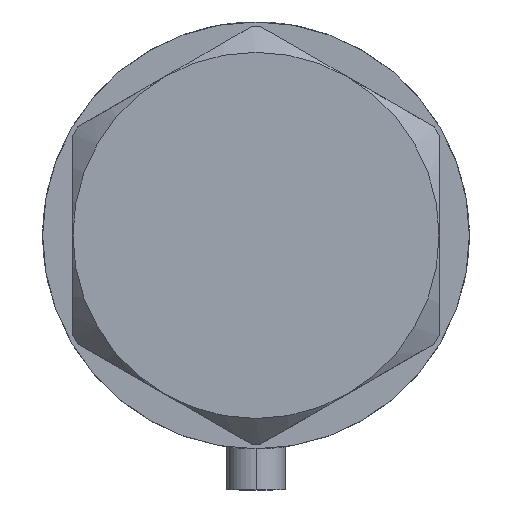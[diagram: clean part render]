
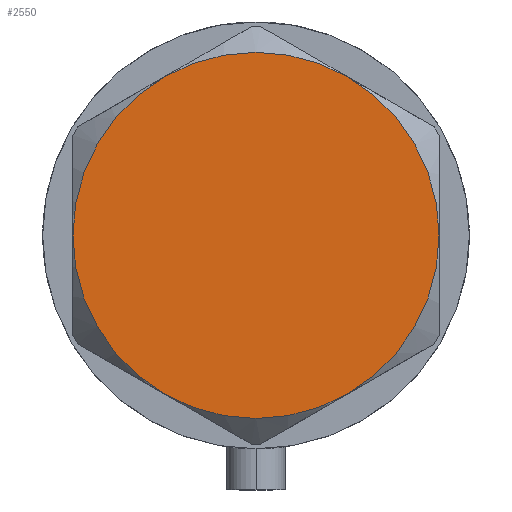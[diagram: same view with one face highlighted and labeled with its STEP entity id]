
A CAD part, left-side view. The second image highlights one B-rep face of the part: STEP entity #2550.
In plain terms, the highlighted face is planar.
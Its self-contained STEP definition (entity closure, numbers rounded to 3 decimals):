
#130 = VERTEX_POINT ( 'NONE', #659 ) ;
#334 = VERTEX_POINT ( 'NONE', #1474 ) ;
#337 = DIRECTION ( 'NONE',  ( 0., 0., 1. ) ) ;
#368 = PLANE ( 'NONE',  #3799 ) ;
#568 = ORIENTED_EDGE ( 'NONE', *, *, #3851, .T. ) ;
#606 = VERTEX_POINT ( 'NONE', #2196 ) ;
#647 = ORIENTED_EDGE ( 'NONE', *, *, #2883, .T. ) ;
#659 = CARTESIAN_POINT ( 'NONE',  ( -18.875, -32.692, 13. ) ) ;
#725 = CARTESIAN_POINT ( 'NONE',  ( 0., 0., 13. ) ) ;
#946 = ORIENTED_EDGE ( 'NONE', *, *, #3061, .T. ) ;
#1005 = DIRECTION ( 'NONE',  ( 1., 0., 0. ) ) ;
#1028 = EDGE_CURVE ( 'NONE', #606, #4031, #4219, .T. ) ;
#1076 = CARTESIAN_POINT ( 'NONE',  ( 0., 0., 13. ) ) ;
#1126 = CARTESIAN_POINT ( 'NONE',  ( 0., 0., 13. ) ) ;
#1130 = AXIS2_PLACEMENT_3D ( 'NONE', #1076, #3568, #1172 ) ;
#1172 = DIRECTION ( 'NONE',  ( 1., 0., 0. ) ) ;
#1227 = EDGE_CURVE ( 'NONE', #130, #1787, #1777, .T. ) ;
#1335 = EDGE_CURVE ( 'NONE', #334, #606, #2596, .T. ) ;
#1436 = CARTESIAN_POINT ( 'NONE',  ( 0., 0., 13. ) ) ;
#1474 = CARTESIAN_POINT ( 'NONE',  ( 37.75, 0., 13. ) ) ;
#1628 = ORIENTED_EDGE ( 'NONE', *, *, #1028, .T. ) ;
#1717 = CIRCLE ( 'NONE', #1867, 37.75 ) ;
#1729 = CARTESIAN_POINT ( 'NONE',  ( 0., 0., 13. ) ) ;
#1749 = DIRECTION ( 'NONE',  ( 1., 0., 0. ) ) ;
#1770 = CARTESIAN_POINT ( 'NONE',  ( 0., 0., 13. ) ) ;
#1777 = CIRCLE ( 'NONE', #1854, 37.75 ) ;
#1787 = VERTEX_POINT ( 'NONE', #3858 ) ;
#1854 = AXIS2_PLACEMENT_3D ( 'NONE', #1729, #3512, #1005 ) ;
#1856 = DIRECTION ( 'NONE',  ( 0., 0., 1. ) ) ;
#1867 = AXIS2_PLACEMENT_3D ( 'NONE', #1436, #4238, #4259 ) ;
#1876 = AXIS2_PLACEMENT_3D ( 'NONE', #3900, #3974, #3241 ) ;
#1979 = EDGE_LOOP ( 'NONE', ( #647, #3751, #1628, #568, #946, #3379 ) ) ;
#2196 = CARTESIAN_POINT ( 'NONE',  ( 18.875, 32.692, 13. ) ) ;
#2550 = ADVANCED_FACE ( 'NONE', ( #4284 ), #368, .T. ) ;
#2596 = CIRCLE ( 'NONE', #1130, 37.75 ) ;
#2764 = CIRCLE ( 'NONE', #1876, 37.75 ) ;
#2804 = VERTEX_POINT ( 'NONE', #4200 ) ;
#2883 = EDGE_CURVE ( 'NONE', #1787, #334, #4454, .T. ) ;
#2899 = DIRECTION ( 'NONE',  ( 1., 0., 0. ) ) ;
#3061 = EDGE_CURVE ( 'NONE', #2804, #130, #1717, .T. ) ;
#3241 = DIRECTION ( 'NONE',  ( 1., 0., 0. ) ) ;
#3379 = ORIENTED_EDGE ( 'NONE', *, *, #1227, .T. ) ;
#3396 = CARTESIAN_POINT ( 'NONE',  ( -18.875, 32.692, 13. ) ) ;
#3512 = DIRECTION ( 'NONE',  ( 0., 0., 1. ) ) ;
#3568 = DIRECTION ( 'NONE',  ( 0., 0., 1. ) ) ;
#3751 = ORIENTED_EDGE ( 'NONE', *, *, #1335, .T. ) ;
#3799 = AXIS2_PLACEMENT_3D ( 'NONE', #1126, #1856, #3901 ) ;
#3851 = EDGE_CURVE ( 'NONE', #4031, #2804, #2764, .T. ) ;
#3858 = CARTESIAN_POINT ( 'NONE',  ( 18.875, -32.692, 13. ) ) ;
#3900 = CARTESIAN_POINT ( 'NONE',  ( 0., 0., 13. ) ) ;
#3901 = DIRECTION ( 'NONE',  ( 1., 0., 0. ) ) ;
#3930 = AXIS2_PLACEMENT_3D ( 'NONE', #725, #4258, #2899 ) ;
#3947 = AXIS2_PLACEMENT_3D ( 'NONE', #1770, #337, #1749 ) ;
#3974 = DIRECTION ( 'NONE',  ( 0., 0., 1. ) ) ;
#4031 = VERTEX_POINT ( 'NONE', #3396 ) ;
#4200 = CARTESIAN_POINT ( 'NONE',  ( -37.75, 0., 13. ) ) ;
#4219 = CIRCLE ( 'NONE', #3930, 37.75 ) ;
#4238 = DIRECTION ( 'NONE',  ( 0., 0., 1. ) ) ;
#4258 = DIRECTION ( 'NONE',  ( 0., 0., 1. ) ) ;
#4259 = DIRECTION ( 'NONE',  ( 1., 0., 0. ) ) ;
#4284 = FACE_OUTER_BOUND ( 'NONE', #1979, .T. ) ;
#4454 = CIRCLE ( 'NONE', #3947, 37.75 ) ;
